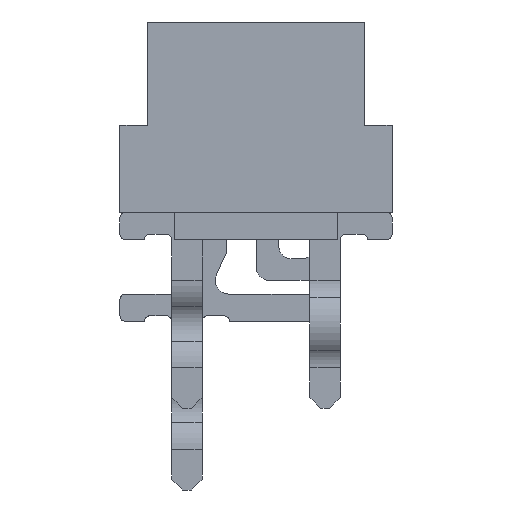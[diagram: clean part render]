
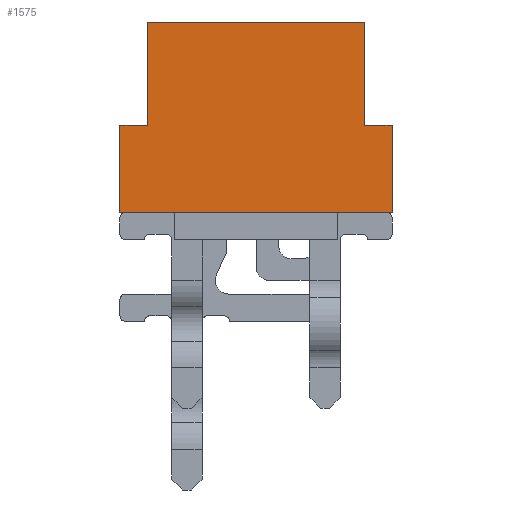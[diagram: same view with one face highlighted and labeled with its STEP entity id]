
A CAD part, left-side view. The second image highlights one B-rep face of the part: STEP entity #1575.
In plain terms, the highlighted planar face has unit normal (-1, 0, 0).
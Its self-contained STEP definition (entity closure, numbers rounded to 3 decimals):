
#1575 = ADVANCED_FACE( '', ( #3270 ), #3271, .F. );
#3270 = FACE_OUTER_BOUND( '', #5040, .T. );
#3271 = PLANE( '', #5041 );
#5040 = EDGE_LOOP( '', ( #10266, #10267, #10268, #10269, #10270, #10271, #10272, #10273 ) );
#5041 = AXIS2_PLACEMENT_3D( '', #10274, #10275, #10276 );
#10266 = ORIENTED_EDGE( '', *, *, #11895, .T. );
#10267 = ORIENTED_EDGE( '', *, *, #12874, .F. );
#10268 = ORIENTED_EDGE( '', *, *, #13042, .F. );
#10269 = ORIENTED_EDGE( '', *, *, #11797, .F. );
#10270 = ORIENTED_EDGE( '', *, *, #12439, .T. );
#10271 = ORIENTED_EDGE( '', *, *, #13083, .T. );
#10272 = ORIENTED_EDGE( '', *, *, #11491, .F. );
#10273 = ORIENTED_EDGE( '', *, *, #12393, .T. );
#10274 = CARTESIAN_POINT( '', ( -13.73, 2.5, 1.6 ) );
#10275 = DIRECTION( '', ( 1., 0., 0. ) );
#10276 = DIRECTION( '', ( 0., 0., -1. ) );
#11491 = EDGE_CURVE( '', #14191, #14186, #14193, .T. );
#11797 = EDGE_CURVE( '', #14700, #14702, #14703, .T. );
#11895 = EDGE_CURVE( '', #14860, #14861, #14862, .T. );
#12393 = EDGE_CURVE( '', #14191, #14860, #15597, .T. );
#12439 = EDGE_CURVE( '', #14700, #15658, #15660, .T. );
#12874 = EDGE_CURVE( '', #16216, #14861, #16218, .T. );
#13042 = EDGE_CURVE( '', #14702, #16216, #16418, .T. );
#13083 = EDGE_CURVE( '', #15658, #14186, #16460, .T. );
#14186 = VERTEX_POINT( '', #18342 );
#14191 = VERTEX_POINT( '', #18349 );
#14193 = LINE( '', #18352, #18353 );
#14700 = VERTEX_POINT( '', #19102 );
#14702 = VERTEX_POINT( '', #19105 );
#14703 = LINE( '', #19106, #19107 );
#14860 = VERTEX_POINT( '', #19340 );
#14861 = VERTEX_POINT( '', #19341 );
#14862 = LINE( '', #19342, #19343 );
#15597 = LINE( '', #20465, #20466 );
#15658 = VERTEX_POINT( '', #20563 );
#15660 = LINE( '', #20566, #20567 );
#16216 = VERTEX_POINT( '', #21416 );
#16218 = LINE( '', #21419, #21420 );
#16418 = LINE( '', #21747, #21748 );
#16460 = LINE( '', #21803, #21804 );
#18342 = CARTESIAN_POINT( '', ( -13.73, 2., 1.6 ) );
#18349 = CARTESIAN_POINT( '', ( -13.73, 2.5, 1.6 ) );
#18352 = CARTESIAN_POINT( '', ( -13.73, 2.5, 1.6 ) );
#18353 = VECTOR( '', #22480, 1000. );
#19102 = CARTESIAN_POINT( '', ( -13.73, -2., 3.5 ) );
#19105 = CARTESIAN_POINT( '', ( -13.73, -2., 1.6 ) );
#19106 = CARTESIAN_POINT( '', ( -13.73, -2., 3.5 ) );
#19107 = VECTOR( '', #22730, 1000. );
#19340 = CARTESIAN_POINT( '', ( -13.73, 2.5, 0. ) );
#19341 = CARTESIAN_POINT( '', ( -13.73, -2.5, 0. ) );
#19342 = CARTESIAN_POINT( '', ( -13.73, 2.5, 0. ) );
#19343 = VECTOR( '', #22813, 1000. );
#20465 = CARTESIAN_POINT( '', ( -13.73, 2.5, 1.6 ) );
#20466 = VECTOR( '', #23222, 1000. );
#20563 = CARTESIAN_POINT( '', ( -13.73, 2., 3.5 ) );
#20566 = CARTESIAN_POINT( '', ( -13.73, -2., 3.5 ) );
#20567 = VECTOR( '', #23263, 1000. );
#21416 = CARTESIAN_POINT( '', ( -13.73, -2.5, 1.6 ) );
#21419 = CARTESIAN_POINT( '', ( -13.73, -2.5, 1.6 ) );
#21420 = VECTOR( '', #23570, 1000. );
#21747 = CARTESIAN_POINT( '', ( -13.73, 2.5, 1.6 ) );
#21748 = VECTOR( '', #23698, 1000. );
#21803 = CARTESIAN_POINT( '', ( -13.73, 2., 3.5 ) );
#21804 = VECTOR( '', #23712, 1000. );
#22480 = DIRECTION( '', ( 0., -1., 0. ) );
#22730 = DIRECTION( '', ( 0., 0., -1. ) );
#22813 = DIRECTION( '', ( 0., -1., 0. ) );
#23222 = DIRECTION( '', ( 0., 0., -1. ) );
#23263 = DIRECTION( '', ( 0., 1., 0. ) );
#23570 = DIRECTION( '', ( 0., 0., -1. ) );
#23698 = DIRECTION( '', ( 0., -1., 0. ) );
#23712 = DIRECTION( '', ( 0., 0., -1. ) );
